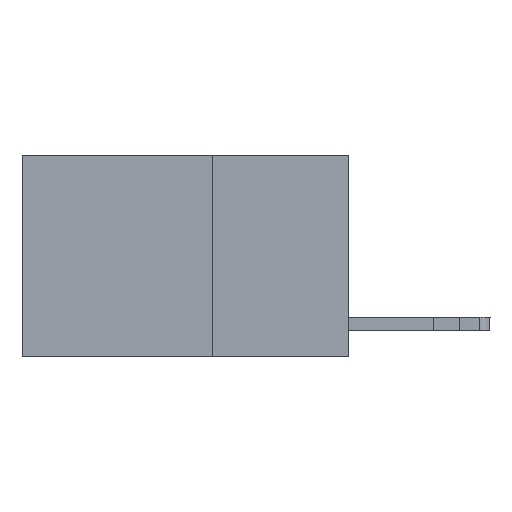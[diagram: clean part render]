
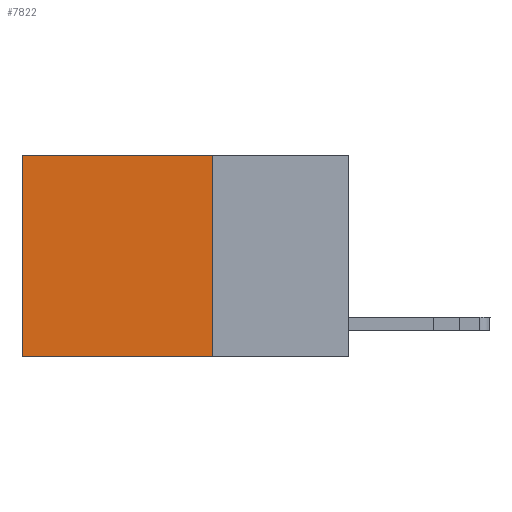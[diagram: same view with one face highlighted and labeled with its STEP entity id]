
A CAD part, left-side view. The second image highlights one B-rep face of the part: STEP entity #7822.
In plain terms, the highlighted planar face has unit normal (-1, 0, 0).
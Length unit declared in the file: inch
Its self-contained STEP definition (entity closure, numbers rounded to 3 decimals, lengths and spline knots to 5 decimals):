
#581 = DIRECTION ( 'NONE',  ( 1., 0., 0. ) ) ;
#760 = DIRECTION ( 'NONE',  ( 0., 1., 0. ) ) ;
#1224 = DIRECTION ( 'NONE',  ( 0., 1., 0. ) ) ;
#1659 = VERTEX_POINT ( 'NONE', #15733 ) ;
#1886 = VECTOR ( 'NONE', #7596, 39.37008 ) ;
#1930 = EDGE_LOOP ( 'NONE', ( #11235, #11003, #12134, #5214 ) ) ;
#2641 = EDGE_CURVE ( 'NONE', #17917, #12180, #14594, .T. ) ;
#2927 = EDGE_CURVE ( 'NONE', #17917, #1659, #6226, .T. ) ;
#4361 = CARTESIAN_POINT ( 'NONE',  ( 0.2625, 0.6, -0.37 ) ) ;
#4587 = AXIS2_PLACEMENT_3D ( 'NONE', #17871, #581, #10776 ) ;
#5214 = ORIENTED_EDGE ( 'NONE', *, *, #2641, .T. ) ;
#6226 = LINE ( 'NONE', #16145, #1886 ) ;
#6733 = CARTESIAN_POINT ( 'NONE',  ( 0.2625, 0.25, 0. ) ) ;
#7596 = DIRECTION ( 'NONE',  ( 0., 0., -1. ) ) ;
#7763 = EDGE_CURVE ( 'NONE', #12180, #11273, #12987, .T. ) ;
#7822 = ADVANCED_FACE ( 'NONE', ( #12090 ), #16461, .F. ) ;
#8752 = VECTOR ( 'NONE', #760, 39.37008 ) ;
#9150 = VECTOR ( 'NONE', #14934, 39.37008 ) ;
#10776 = DIRECTION ( 'NONE',  ( 0., 0., -1. ) ) ;
#11003 = ORIENTED_EDGE ( 'NONE', *, *, #14006, .F. ) ;
#11235 = ORIENTED_EDGE ( 'NONE', *, *, #7763, .T. ) ;
#11273 = VERTEX_POINT ( 'NONE', #4361 ) ;
#12076 = CARTESIAN_POINT ( 'NONE',  ( 0.2625, 0.6, 0. ) ) ;
#12090 = FACE_OUTER_BOUND ( 'NONE', #1930, .T. ) ;
#12134 = ORIENTED_EDGE ( 'NONE', *, *, #2927, .F. ) ;
#12180 = VERTEX_POINT ( 'NONE', #12541 ) ;
#12541 = CARTESIAN_POINT ( 'NONE',  ( 0.2625, 0.6, 0. ) ) ;
#12591 = LINE ( 'NONE', #16621, #8752 ) ;
#12987 = LINE ( 'NONE', #12076, #9150 ) ;
#14006 = EDGE_CURVE ( 'NONE', #1659, #11273, #12591, .T. ) ;
#14276 = CARTESIAN_POINT ( 'NONE',  ( 0.2625, 0.25, 0. ) ) ;
#14594 = LINE ( 'NONE', #6733, #18324 ) ;
#14934 = DIRECTION ( 'NONE',  ( 0., 0., -1. ) ) ;
#15733 = CARTESIAN_POINT ( 'NONE',  ( 0.2625, 0.25, -0.37 ) ) ;
#16145 = CARTESIAN_POINT ( 'NONE',  ( 0.2625, 0.25, 0. ) ) ;
#16461 = PLANE ( 'NONE',  #4587 ) ;
#16621 = CARTESIAN_POINT ( 'NONE',  ( 0.2625, 0.25, -0.37 ) ) ;
#17871 = CARTESIAN_POINT ( 'NONE',  ( 0.2625, 0.25, 0. ) ) ;
#17917 = VERTEX_POINT ( 'NONE', #14276 ) ;
#18324 = VECTOR ( 'NONE', #1224, 39.37008 ) ;
